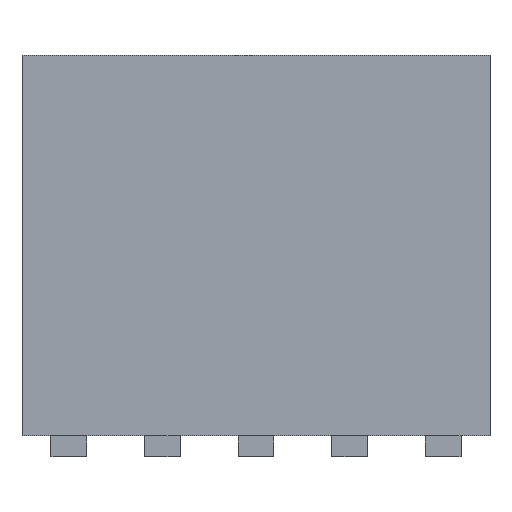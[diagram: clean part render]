
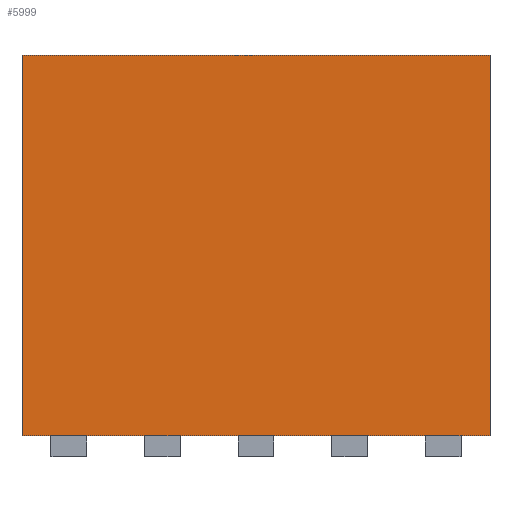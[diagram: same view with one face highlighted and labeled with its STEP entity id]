
A CAD part, front view. The second image highlights one B-rep face of the part: STEP entity #5999.
In plain terms, the highlighted face is planar.
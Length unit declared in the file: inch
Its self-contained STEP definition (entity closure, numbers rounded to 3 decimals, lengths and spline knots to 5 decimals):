
#1592=DIRECTION('',(0.,1.,0.));
#1593=VECTOR('',#1592,0.128);
#1594=CARTESIAN_POINT('',(0.07875,-0.0665,0.0625));
#1595=LINE('',#1594,#1593);
#1599=DIRECTION('',(1.,0.,0.));
#1600=VECTOR('',#1599,0.1575);
#1601=CARTESIAN_POINT('',(-0.07875,-0.0665,0.0625));
#1602=LINE('',#1601,#1600);
#1613=DIRECTION('',(0.,1.,0.));
#1614=VECTOR('',#1613,0.128);
#1615=CARTESIAN_POINT('',(-0.07875,-0.0665,0.0625));
#1616=LINE('',#1615,#1614);
#1657=DIRECTION('',(1.,0.,0.));
#1658=VECTOR('',#1657,0.1575);
#1659=CARTESIAN_POINT('',(-0.07875,0.0615,0.0625));
#1660=LINE('',#1659,#1658);
#5098=CARTESIAN_POINT('',(0.07875,0.0615,0.0625));
#5099=VERTEX_POINT('',#5098);
#5100=CARTESIAN_POINT('',(-0.07875,0.0615,0.0625));
#5101=VERTEX_POINT('',#5100);
#5296=CARTESIAN_POINT('',(-0.07875,-0.0665,0.0625));
#5297=VERTEX_POINT('',#5296);
#5572=CARTESIAN_POINT('',(0.07875,-0.0665,0.0625));
#5573=VERTEX_POINT('',#5572);
#5985=CARTESIAN_POINT('',(0.07875,0.0615,0.0625));
#5986=DIRECTION('',(0.,0.,1.));
#5987=DIRECTION('',(1.,0.,0.));
#5988=AXIS2_PLACEMENT_3D('',#5985,#5986,#5987);
#5989=PLANE('',#5988);
#5991=ORIENTED_EDGE('',*,*,#5990,.T.);
#5993=ORIENTED_EDGE('',*,*,#5992,.T.);
#5994=ORIENTED_EDGE('',*,*,#5968,.F.);
#5996=ORIENTED_EDGE('',*,*,#5995,.F.);
#5997=EDGE_LOOP('',(#5991,#5993,#5994,#5996));
#5998=FACE_OUTER_BOUND('',#5997,.F.);
#5999=ADVANCED_FACE('',(#5998),#5989,.T.);
#5968=EDGE_CURVE('',#5573,#5099,#1595,.T.);
#5990=EDGE_CURVE('',#5297,#5101,#1616,.T.);
#5992=EDGE_CURVE('',#5101,#5099,#1660,.T.);
#5995=EDGE_CURVE('',#5297,#5573,#1602,.T.);
